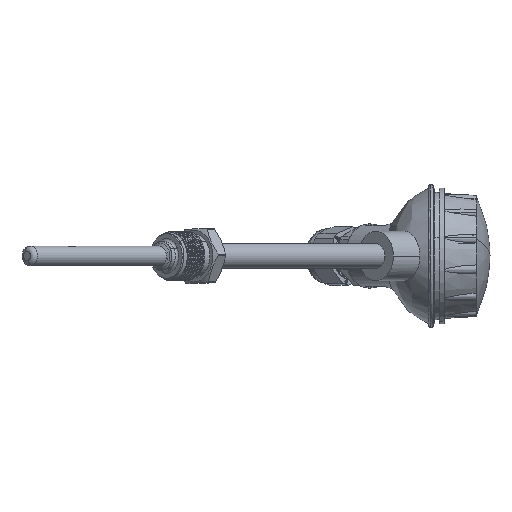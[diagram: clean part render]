
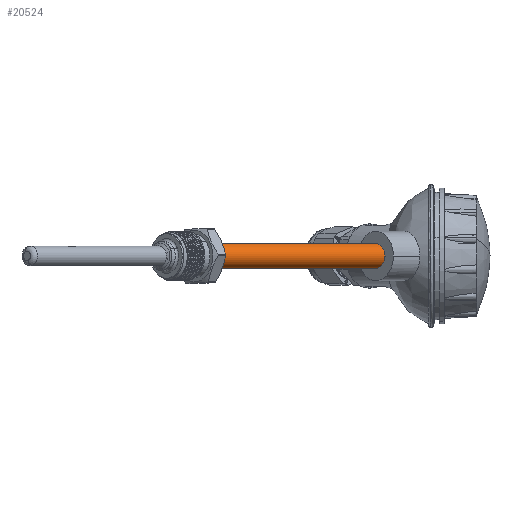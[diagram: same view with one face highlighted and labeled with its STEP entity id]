
A CAD part, left-side view. The second image highlights one B-rep face of the part: STEP entity #20524.
In plain terms, the highlighted cylindrical face has radius 5 mm (diameter 10 mm), a partial arc.
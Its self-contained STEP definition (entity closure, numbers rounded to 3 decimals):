
#1992 = ORIENTED_EDGE ( 'NONE', *, *, #5584, .T. ) ;
#2372 = VERTEX_POINT ( 'NONE', #18687 ) ;
#3865 = VERTEX_POINT ( 'NONE', #31771 ) ;
#3961 = EDGE_LOOP ( 'NONE', ( #29885, #1992, #25422, #19359 ) ) ;
#4801 = FACE_OUTER_BOUND ( 'NONE', #3961, .T. ) ;
#5584 = EDGE_CURVE ( 'NONE', #10043, #25893, #30585, .T. ) ;
#7566 = CARTESIAN_POINT ( 'NONE',  ( 17.067, 0., -5. ) ) ;
#8397 = CIRCLE ( 'NONE', #15292, 5. ) ;
#10043 = VERTEX_POINT ( 'NONE', #26205 ) ;
#10078 = DIRECTION ( 'NONE',  ( 0., 0., -1. ) ) ;
#10486 = CARTESIAN_POINT ( 'NONE',  ( 67.5, 0., 0. ) ) ;
#10705 = LINE ( 'NONE', #30994, #17400 ) ;
#10712 = DIRECTION ( 'NONE',  ( 1., 0., 0. ) ) ;
#15292 = AXIS2_PLACEMENT_3D ( 'NONE', #10486, #20650, #30774 ) ;
#15988 = DIRECTION ( 'NONE',  ( 1., 0., 0. ) ) ;
#16190 = VECTOR ( 'NONE', #17675, 1000. ) ;
#17400 = VECTOR ( 'NONE', #28192, 1000. ) ;
#17675 = DIRECTION ( 'NONE',  ( 1., 0., 0. ) ) ;
#17724 = CYLINDRICAL_SURFACE ( 'NONE', #18453, 5. ) ;
#18453 = AXIS2_PLACEMENT_3D ( 'NONE', #24896, #10712, #10078 ) ;
#18687 = CARTESIAN_POINT ( 'NONE',  ( 67.5, 0., -5. ) ) ;
#19359 = ORIENTED_EDGE ( 'NONE', *, *, #22405, .F. ) ;
#20524 = ADVANCED_FACE ( 'NONE', ( #4801 ), #17724, .T. ) ;
#20650 = DIRECTION ( 'NONE',  ( 1., 0., 0. ) ) ;
#22405 = EDGE_CURVE ( 'NONE', #3865, #2372, #8397, .T. ) ;
#23173 = AXIS2_PLACEMENT_3D ( 'NONE', #28334, #15988, #26165 ) ;
#24896 = CARTESIAN_POINT ( 'NONE',  ( 17.067, 0., 0. ) ) ;
#25422 = ORIENTED_EDGE ( 'NONE', *, *, #28094, .T. ) ;
#25722 = CARTESIAN_POINT ( 'NONE',  ( -67.5, 0., -5. ) ) ;
#25893 = VERTEX_POINT ( 'NONE', #25722 ) ;
#26165 = DIRECTION ( 'NONE',  ( 0., 0., -1. ) ) ;
#26205 = CARTESIAN_POINT ( 'NONE',  ( -67.5, 0., 5. ) ) ;
#28094 = EDGE_CURVE ( 'NONE', #25893, #2372, #30797, .T. ) ;
#28192 = DIRECTION ( 'NONE',  ( 1., 0., 0. ) ) ;
#28334 = CARTESIAN_POINT ( 'NONE',  ( -67.5, 0., 0. ) ) ;
#29885 = ORIENTED_EDGE ( 'NONE', *, *, #31477, .F. ) ;
#30585 = CIRCLE ( 'NONE', #23173, 5. ) ;
#30774 = DIRECTION ( 'NONE',  ( 0., 0., -1. ) ) ;
#30797 = LINE ( 'NONE', #7566, #16190 ) ;
#30994 = CARTESIAN_POINT ( 'NONE',  ( 17.067, 0., 5. ) ) ;
#31477 = EDGE_CURVE ( 'NONE', #10043, #3865, #10705, .T. ) ;
#31771 = CARTESIAN_POINT ( 'NONE',  ( 67.5, 0., 5. ) ) ;
